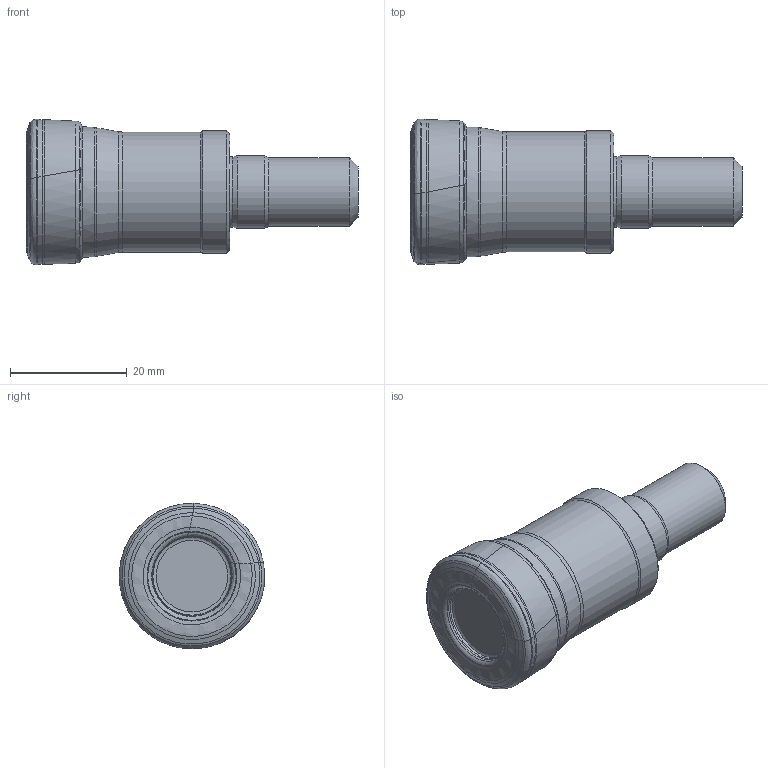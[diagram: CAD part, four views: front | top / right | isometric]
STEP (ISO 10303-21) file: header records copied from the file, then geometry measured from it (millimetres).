
FILE_DESCRIPTION(/* description */ (''),/* implementation_level */ '2;1');
FILE_NAME(/* name */ 'AHFM-EN1004-D25-M12-L35-Z04-H.stp',/* time_stamp */ '2023-10-18T18:51:35+03:00',/* author */ (''),/* organization */ (''),/* preprocessor_version */ 'ST-DEVELOPER v19.4',/* originating_system */ 'SIEMENS PLM Software NX2306.5001',/* authorisation */ '');
FILE_SCHEMA (('AUTOMOTIVE_DESIGN { 1 0 10303 214 3 1 1 1 }'));
Length unit declared in the file: millimetre
Products named in the file (1): AHFM-EN1004-D25-M12-L35-Z04-H-LIGHT_x_t_objects
Bounding box: 57 x 24.96 x 24.96 mm (x, y, z)
Volume: 17744.4 mm3; surface area: 5483.8 mm2
Topology: 2 solids, 2 shells, 82 faces, 159 edges, 81 vertices
Faces by surface type: bspline 56, cone 11, torus 7, plane 4, cylinder 4
Full cylindrical faces by diameter (mm): 11.75 x1, 12.5 x1, 20.6 x1, 21 x1
Entity records: 2604 total; most frequent: CARTESIAN_POINT 1147, DIRECTION 298, ORIENTED_EDGE 274, EDGE_CURVE 137, AXIS2_PLACEMENT_3D 134, CIRCLE 107, EDGE_LOOP 106, ADVANCED_FACE 82
